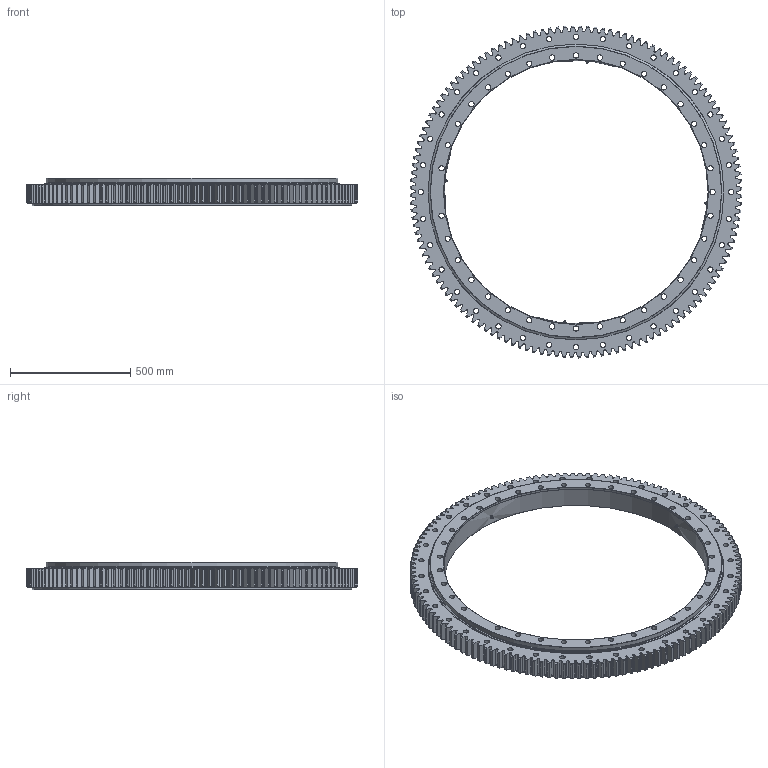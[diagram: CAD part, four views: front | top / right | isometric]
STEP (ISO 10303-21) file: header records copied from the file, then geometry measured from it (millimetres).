
FILE_DESCRIPTION (( 'STEP AP214' ), '1' );
FILE_NAME ('E.1380.32.15.D.1.STEP', '2018-11-12T15:43:18', ( '' ), ( '' ), 'SwSTEP 2.0', 'SolidWorks 2016', '' );
FILE_SCHEMA (( 'AUTOMOTIVE_DESIGN' ));
Length unit declared in the file: millimetre
Products named in the file (7): E.1380.32.15.D.1; Grease nipple M10x1mm; C.1380.B32B.C1N.1 - IR; C.1380.B32B.C1N.1 - OR Seal; C.1380.B32B.C1N.1 - OR; Ball D32; C.1380.B32B.C1N.1 - IR Seal
Assembly tree (110 placements, depth 2):
  E.1380.32.15.D.1
    C.1380.B32B.C1N.1 - IR
    C.1380.B32B.C1N.1 - OR
    Ball D32  x102
    C.1380.B32B.C1N.1 - IR Seal
    C.1380.B32B.C1N.1 - OR Seal
    Grease nipple M10x1mm  x4
Bounding box: 1379.85 x 1379.85 x 114 mm (x, y, z)
Volume: 40961229.1 mm3; surface area: 3982223.3 mm2
Topology: 110 solids, 110 shells, 1577 faces, 4557 edges, 3012 vertices
Faces by surface type: bspline 680, cone 343, cylinder 236, plane 200, sphere 102, torus 16
Full cylindrical faces by diameter (mm): 3 x4, 5 x4, 9 x4, 10 x4, 22 x71, 1098 x1, 1100 x1, 1198 x2, 1209 x1, 1212 x4, 1215 x1, 1226 x2, 1330 x1
Entity records: 52620 total; most frequent: CARTESIAN_POINT 20492, ORIENTED_EDGE 7902, DIRECTION 4160, EDGE_CURVE 3951, VERTEX_POINT 2701, B_SPLINE_CURVE_WITH_KNOTS 2220, EDGE_LOOP 1688, AXIS2_PLACEMENT_3D 1601
